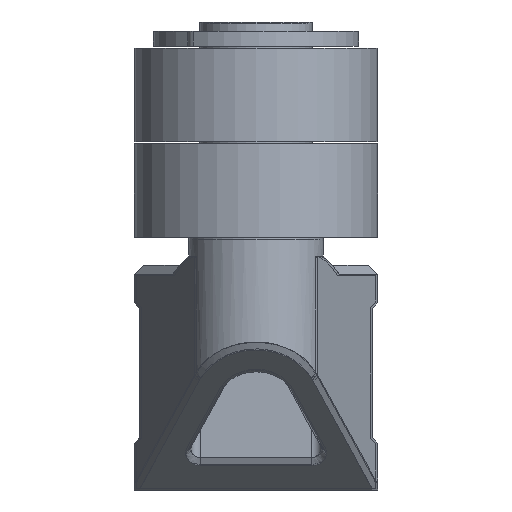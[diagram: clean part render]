
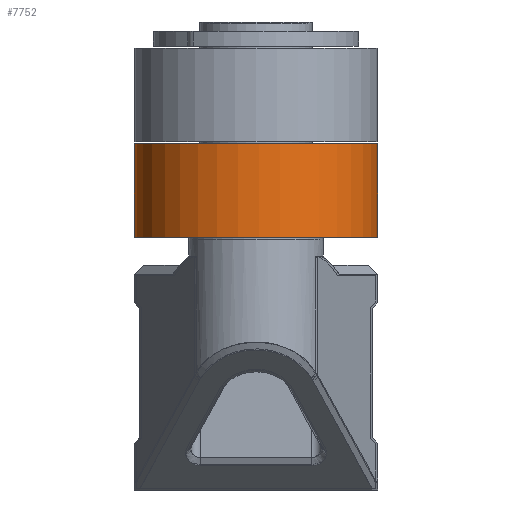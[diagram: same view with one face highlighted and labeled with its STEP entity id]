
A CAD part, left-side view. The second image highlights one B-rep face of the part: STEP entity #7752.
In plain terms, the highlighted cylindrical face has radius 6.5 mm (diameter 13 mm), a full revolution.
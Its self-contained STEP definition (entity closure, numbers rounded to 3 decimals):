
#1032=FACE_OUTER_BOUND('',#1534,.T.);
#1534=EDGE_LOOP('',(#6810,#6811,#6812,#6813));
#2206=LINE('',#14689,#2852);
#2852=VECTOR('',#10362,6.5);
#3103=CIRCLE('',#8488,6.5);
#3109=CIRCLE('',#8499,6.5);
#3740=VERTEX_POINT('',#14663);
#3746=VERTEX_POINT('',#14682);
#4778=EDGE_CURVE('',#3740,#3740,#3103,.T.);
#4786=EDGE_CURVE('',#3746,#3746,#3109,.T.);
#4789=EDGE_CURVE('',#3740,#3746,#2206,.T.);
#6810=ORIENTED_EDGE('',*,*,#4778,.F.);
#6811=ORIENTED_EDGE('',*,*,#4789,.T.);
#6812=ORIENTED_EDGE('',*,*,#4786,.T.);
#6813=ORIENTED_EDGE('',*,*,#4789,.F.);
#7339=CYLINDRICAL_SURFACE('',#8502,6.5);
#7752=ADVANCED_FACE('',(#1032),#7339,.T.);
#8488=AXIS2_PLACEMENT_3D('',#14664,#10329,#10330);
#8499=AXIS2_PLACEMENT_3D('',#14683,#10353,#10354);
#8502=AXIS2_PLACEMENT_3D('',#14688,#10360,#10361);
#10329=DIRECTION('center_axis',(0.,1.,0.));
#10330=DIRECTION('ref_axis',(-1.,0.,0.));
#10353=DIRECTION('center_axis',(0.,1.,0.));
#10354=DIRECTION('ref_axis',(-1.,0.,0.));
#10360=DIRECTION('center_axis',(0.,1.,0.));
#10361=DIRECTION('ref_axis',(-1.,0.,0.));
#10362=DIRECTION('',(0.,-1.,0.));
#14663=CARTESIAN_POINT('',(6.5,5.,0.));
#14664=CARTESIAN_POINT('Origin',(0.,5.,0.));
#14682=CARTESIAN_POINT('',(6.5,0.,0.));
#14683=CARTESIAN_POINT('Origin',(0.,0.,0.));
#14688=CARTESIAN_POINT('Origin',(0.,0.,0.));
#14689=CARTESIAN_POINT('',(6.5,0.,0.));
